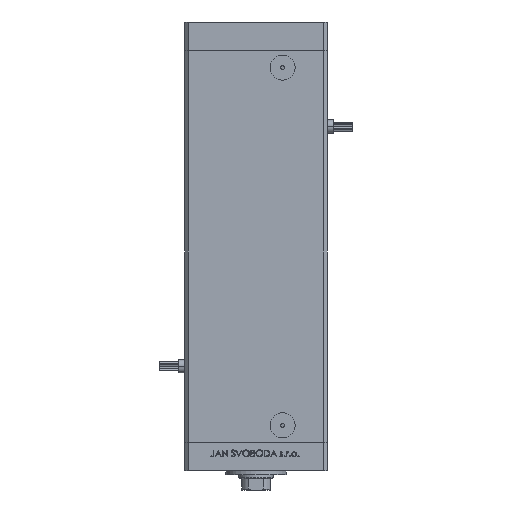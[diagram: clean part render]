
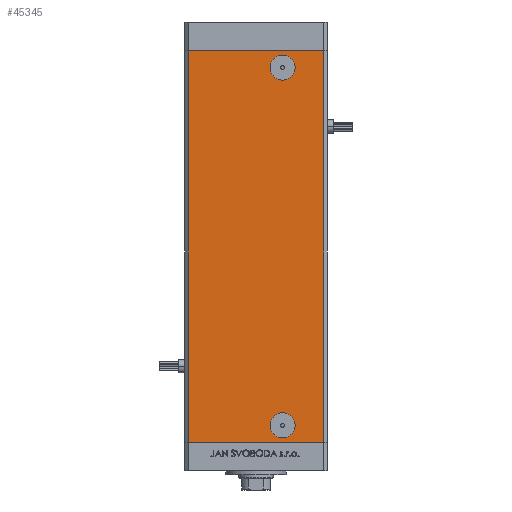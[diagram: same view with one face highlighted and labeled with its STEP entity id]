
A CAD part, front view. The second image highlights one B-rep face of the part: STEP entity #45345.
In plain terms, the highlighted planar face has unit normal (0, -1, 0).
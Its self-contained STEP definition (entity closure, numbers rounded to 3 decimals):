
#515 = EDGE_CURVE ( 'NONE', #44825, #8781, #49356, .T. ) ;
#1907 = VECTOR ( 'NONE', #33334, 1000. ) ;
#3139 = CIRCLE ( 'NONE', #41470, 6.58 ) ;
#3174 = VECTOR ( 'NONE', #51021, 1000. ) ;
#3228 = DIRECTION ( 'NONE',  ( 0., 1., 0. ) ) ;
#4363 = DIRECTION ( 'NONE',  ( 0., 0., -1. ) ) ;
#4627 = LINE ( 'NONE', #40900, #9033 ) ;
#4757 = DIRECTION ( 'NONE',  ( 0., 1., 0. ) ) ;
#7568 = VERTEX_POINT ( 'NONE', #7986 ) ;
#7986 = CARTESIAN_POINT ( 'NONE',  ( 14., -32.5, 190.42 ) ) ;
#8781 = VERTEX_POINT ( 'NONE', #36475 ) ;
#8957 = EDGE_LOOP ( 'NONE', ( #32509, #29862 ) ) ;
#9033 = VECTOR ( 'NONE', #4363, 1000. ) ;
#9556 = ORIENTED_EDGE ( 'NONE', *, *, #43115, .F. ) ;
#10986 = VERTEX_POINT ( 'NONE', #47621 ) ;
#11546 = LINE ( 'NONE', #27808, #33544 ) ;
#11751 = EDGE_CURVE ( 'NONE', #36437, #7568, #42853, .T. ) ;
#12086 = DIRECTION ( 'NONE',  ( 0., 0., -1. ) ) ;
#12229 = EDGE_CURVE ( 'NONE', #38550, #10986, #11546, .T. ) ;
#12303 = DIRECTION ( 'NONE',  ( 0., 0., -1. ) ) ;
#12506 = CARTESIAN_POINT ( 'NONE',  ( -35.5, -32.5, 206. ) ) ;
#12794 = LINE ( 'NONE', #49822, #1907 ) ;
#14008 = CARTESIAN_POINT ( 'NONE',  ( 35.5, -32.5, 206. ) ) ;
#15026 = LINE ( 'NONE', #22507, #3174 ) ;
#16039 = CARTESIAN_POINT ( 'NONE',  ( 14., -32.5, 197. ) ) ;
#19365 = VERTEX_POINT ( 'NONE', #14008 ) ;
#19506 = AXIS2_PLACEMENT_3D ( 'NONE', #12506, #4757, #21553 ) ;
#19674 = EDGE_LOOP ( 'NONE', ( #50842, #25277, #27649, #33822 ) ) ;
#19811 = DIRECTION ( 'NONE',  ( 0., 0., -1. ) ) ;
#19864 = AXIS2_PLACEMENT_3D ( 'NONE', #16039, #3228, #12303 ) ;
#20157 = VERTEX_POINT ( 'NONE', #41487 ) ;
#20865 = CARTESIAN_POINT ( 'NONE',  ( 14., -32.5, 197. ) ) ;
#21191 = EDGE_CURVE ( 'NONE', #19365, #20157, #4627, .T. ) ;
#21553 = DIRECTION ( 'NONE',  ( 0., 0., 1. ) ) ;
#22507 = CARTESIAN_POINT ( 'NONE',  ( -35.5, -32.5, 206. ) ) ;
#24230 = EDGE_CURVE ( 'NONE', #38550, #19365, #15026, .T. ) ;
#25176 = CARTESIAN_POINT ( 'NONE',  ( 14., -32.5, 9. ) ) ;
#25270 = ORIENTED_EDGE ( 'NONE', *, *, #515, .F. ) ;
#25277 = ORIENTED_EDGE ( 'NONE', *, *, #21191, .F. ) ;
#25282 = FACE_BOUND ( 'NONE', #8957, .T. ) ;
#26065 = EDGE_LOOP ( 'NONE', ( #9556, #25270 ) ) ;
#26776 = CARTESIAN_POINT ( 'NONE',  ( 14., -32.5, 15.58 ) ) ;
#27649 = ORIENTED_EDGE ( 'NONE', *, *, #24230, .F. ) ;
#27808 = CARTESIAN_POINT ( 'NONE',  ( -35.5, -32.5, 206. ) ) ;
#28692 = CARTESIAN_POINT ( 'NONE',  ( 14., -32.5, 203.58 ) ) ;
#29548 = FACE_OUTER_BOUND ( 'NONE', #19674, .T. ) ;
#29862 = ORIENTED_EDGE ( 'NONE', *, *, #11751, .T. ) ;
#32509 = ORIENTED_EDGE ( 'NONE', *, *, #37242, .T. ) ;
#32635 = CARTESIAN_POINT ( 'NONE',  ( 14., -32.5, 9. ) ) ;
#33334 = DIRECTION ( 'NONE',  ( 1., 0., 0. ) ) ;
#33544 = VECTOR ( 'NONE', #19811, 1000. ) ;
#33822 = ORIENTED_EDGE ( 'NONE', *, *, #12229, .T. ) ;
#36437 = VERTEX_POINT ( 'NONE', #28692 ) ;
#36475 = CARTESIAN_POINT ( 'NONE',  ( 14., -32.5, 2.42 ) ) ;
#36630 = AXIS2_PLACEMENT_3D ( 'NONE', #32635, #45643, #12086 ) ;
#37242 = EDGE_CURVE ( 'NONE', #7568, #36437, #3139, .T. ) ;
#38086 = PLANE ( 'NONE',  #19506 ) ;
#38332 = CARTESIAN_POINT ( 'NONE',  ( -35.5, -32.5, 206. ) ) ;
#38550 = VERTEX_POINT ( 'NONE', #38332 ) ;
#40900 = CARTESIAN_POINT ( 'NONE',  ( 35.5, -32.5, 206. ) ) ;
#41038 = FACE_BOUND ( 'NONE', #26065, .T. ) ;
#41191 = DIRECTION ( 'NONE',  ( 0., -1., 0. ) ) ;
#41470 = AXIS2_PLACEMENT_3D ( 'NONE', #20865, #51602, #52588 ) ;
#41487 = CARTESIAN_POINT ( 'NONE',  ( 35.5, -32.5, 0. ) ) ;
#41576 = CIRCLE ( 'NONE', #44966, 6.58 ) ;
#42853 = CIRCLE ( 'NONE', #19864, 6.58 ) ;
#43115 = EDGE_CURVE ( 'NONE', #8781, #44825, #41576, .T. ) ;
#44825 = VERTEX_POINT ( 'NONE', #26776 ) ;
#44966 = AXIS2_PLACEMENT_3D ( 'NONE', #25176, #41191, #49694 ) ;
#45345 = ADVANCED_FACE ( 'NONE', ( #41038, #29548, #25282 ), #38086, .F. ) ;
#45643 = DIRECTION ( 'NONE',  ( 0., -1., 0. ) ) ;
#47621 = CARTESIAN_POINT ( 'NONE',  ( -35.5, -32.5, 0. ) ) ;
#49356 = CIRCLE ( 'NONE', #36630, 6.58 ) ;
#49694 = DIRECTION ( 'NONE',  ( 0., 0., -1. ) ) ;
#49822 = CARTESIAN_POINT ( 'NONE',  ( -35.5, -32.5, 0. ) ) ;
#50842 = ORIENTED_EDGE ( 'NONE', *, *, #52438, .T. ) ;
#51021 = DIRECTION ( 'NONE',  ( 1., 0., 0. ) ) ;
#51602 = DIRECTION ( 'NONE',  ( 0., 1., 0. ) ) ;
#52438 = EDGE_CURVE ( 'NONE', #10986, #20157, #12794, .T. ) ;
#52588 = DIRECTION ( 'NONE',  ( 0., 0., -1. ) ) ;
